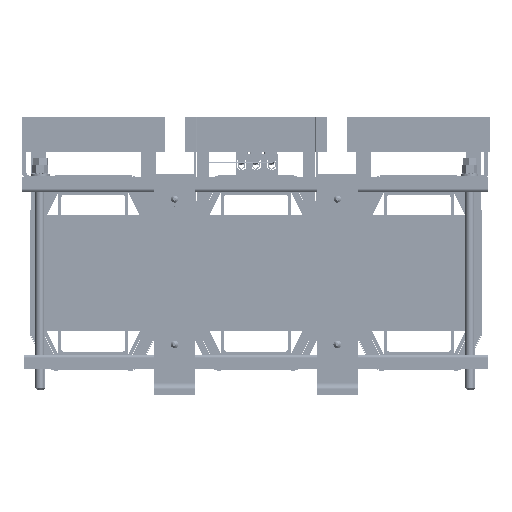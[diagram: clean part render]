
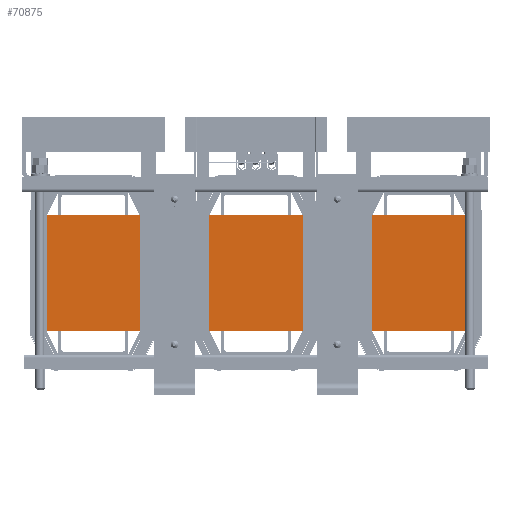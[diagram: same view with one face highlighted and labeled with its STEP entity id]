
A CAD part, front view. The second image highlights one B-rep face of the part: STEP entity #70875.
In plain terms, the highlighted face is planar.
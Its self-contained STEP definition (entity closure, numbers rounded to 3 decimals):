
#4935=FACE_OUTER_BOUND('',#8821,.T.);
#8821=EDGE_LOOP('',(#46958,#46959,#46960,#46961));
#13045=LINE('',#101431,#21128);
#13048=LINE('',#101436,#21131);
#13050=LINE('',#101440,#21133);
#13052=LINE('',#101443,#21135);
#21128=VECTOR('',#81460,0.394);
#21131=VECTOR('',#81465,0.394);
#21133=VECTOR('',#81469,0.394);
#21135=VECTOR('',#81473,0.394);
#29211=VERTEX_POINT('',#101429);
#29212=VERTEX_POINT('',#101430);
#29213=VERTEX_POINT('',#101435);
#29214=VERTEX_POINT('',#101439);
#36285=EDGE_CURVE('',#29211,#29212,#13045,.T.);
#36288=EDGE_CURVE('',#29212,#29213,#13048,.T.);
#36290=EDGE_CURVE('',#29213,#29214,#13050,.T.);
#36292=EDGE_CURVE('',#29214,#29211,#13052,.T.);
#46958=ORIENTED_EDGE('',*,*,#36285,.F.);
#46959=ORIENTED_EDGE('',*,*,#36292,.F.);
#46960=ORIENTED_EDGE('',*,*,#36290,.F.);
#46961=ORIENTED_EDGE('',*,*,#36288,.F.);
#68257=PLANE('',#75512);
#70875=ADVANCED_FACE('',(#4935),#68257,.T.);
#75512=AXIS2_PLACEMENT_3D('',#101444,#81474,#81475);
#81460=DIRECTION('',(0.,1.,0.));
#81465=DIRECTION('',(1.,0.,0.));
#81469=DIRECTION('',(0.,-1.,0.));
#81473=DIRECTION('',(-1.,0.,0.));
#81474=DIRECTION('center_axis',(0.,0.,1.));
#81475=DIRECTION('ref_axis',(1.,0.,0.));
#101429=CARTESIAN_POINT('',(-1.722,-4.058,2.));
#101430=CARTESIAN_POINT('',(-1.722,0.942,2.));
#101431=CARTESIAN_POINT('',(-1.722,-4.058,2.));
#101435=CARTESIAN_POINT('',(16.278,0.942,2.));
#101436=CARTESIAN_POINT('',(-1.722,0.942,2.));
#101439=CARTESIAN_POINT('',(16.278,-4.058,2.));
#101440=CARTESIAN_POINT('',(16.278,0.942,2.));
#101443=CARTESIAN_POINT('',(16.278,-4.058,2.));
#101444=CARTESIAN_POINT('Origin',(7.278,-1.558,2.));
